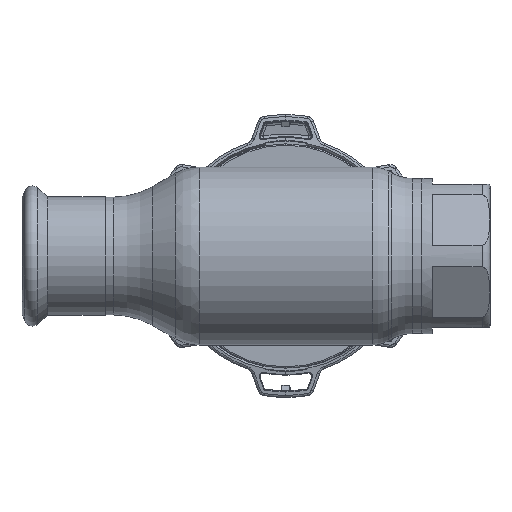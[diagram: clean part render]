
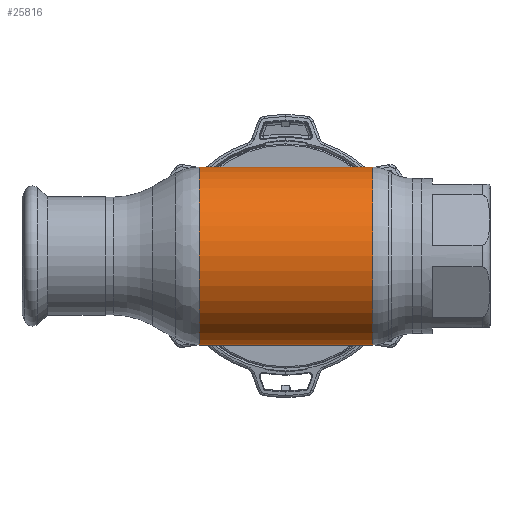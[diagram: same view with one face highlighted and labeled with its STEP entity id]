
A CAD part, front view. The second image highlights one B-rep face of the part: STEP entity #25816.
In plain terms, the highlighted cylindrical face has radius 34 mm (diameter 68 mm), a partial arc.
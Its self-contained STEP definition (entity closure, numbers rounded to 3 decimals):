
#776 = FACE_OUTER_BOUND ( 'NONE', #9233, .T. ) ;
#1088 = AXIS2_PLACEMENT_3D ( 'NONE', #26325, #1884, #17933 ) ;
#1340 = EDGE_CURVE ( 'NONE', #32219, #4451, #18122, .T. ) ;
#1617 = CARTESIAN_POINT ( 'NONE',  ( -33.177, 0., -34. ) ) ;
#1806 = EDGE_CURVE ( 'NONE', #34475, #11013, #24707, .T. ) ;
#1884 = DIRECTION ( 'NONE',  ( 1., 0., 0. ) ) ;
#2882 = CARTESIAN_POINT ( 'NONE',  ( 62.69, 0., 0. ) ) ;
#3058 = DIRECTION ( 'NONE',  ( 1., 0., 0. ) ) ;
#3235 = EDGE_CURVE ( 'NONE', #11013, #4451, #31275, .T. ) ;
#3856 = VECTOR ( 'NONE', #12929, 1000. ) ;
#4451 = VERTEX_POINT ( 'NONE', #31688 ) ;
#4847 = CARTESIAN_POINT ( 'NONE',  ( 62.69, 0., -34. ) ) ;
#4883 = ORIENTED_EDGE ( 'NONE', *, *, #3235, .F. ) ;
#6552 = CARTESIAN_POINT ( 'NONE',  ( 33.177, 0., 34. ) ) ;
#6718 = AXIS2_PLACEMENT_3D ( 'NONE', #21198, #3058, #18585 ) ;
#9233 = EDGE_LOOP ( 'NONE', ( #10967, #18369, #22901, #4883 ) ) ;
#10967 = ORIENTED_EDGE ( 'NONE', *, *, #1806, .F. ) ;
#11013 = VERTEX_POINT ( 'NONE', #6552 ) ;
#12929 = DIRECTION ( 'NONE',  ( 1., 0., 0. ) ) ;
#13388 = DIRECTION ( 'NONE',  ( 0., 0., -1. ) ) ;
#13733 = DIRECTION ( 'NONE',  ( 1., 0., 0. ) ) ;
#16339 = DIRECTION ( 'NONE',  ( 1., 0., 0. ) ) ;
#16906 = CARTESIAN_POINT ( 'NONE',  ( -33.177, 0., 34. ) ) ;
#17933 = DIRECTION ( 'NONE',  ( 0., 0., -1. ) ) ;
#18122 = LINE ( 'NONE', #4847, #3856 ) ;
#18369 = ORIENTED_EDGE ( 'NONE', *, *, #22473, .T. ) ;
#18585 = DIRECTION ( 'NONE',  ( 0., 0., -1. ) ) ;
#18928 = CYLINDRICAL_SURFACE ( 'NONE', #27806, 34. ) ;
#21198 = CARTESIAN_POINT ( 'NONE',  ( 33.177, 0., 0. ) ) ;
#22089 = CARTESIAN_POINT ( 'NONE',  ( 62.69, 0., 34. ) ) ;
#22473 = EDGE_CURVE ( 'NONE', #34475, #32219, #28967, .T. ) ;
#22901 = ORIENTED_EDGE ( 'NONE', *, *, #1340, .T. ) ;
#23410 = VECTOR ( 'NONE', #16339, 1000. ) ;
#24707 = LINE ( 'NONE', #22089, #23410 ) ;
#25816 = ADVANCED_FACE ( 'NONE', ( #776 ), #18928, .T. ) ;
#26325 = CARTESIAN_POINT ( 'NONE',  ( -33.177, 0., 0. ) ) ;
#27806 = AXIS2_PLACEMENT_3D ( 'NONE', #2882, #13733, #13388 ) ;
#28967 = CIRCLE ( 'NONE', #1088, 34. ) ;
#31275 = CIRCLE ( 'NONE', #6718, 34. ) ;
#31688 = CARTESIAN_POINT ( 'NONE',  ( 33.177, 0., -34. ) ) ;
#32219 = VERTEX_POINT ( 'NONE', #1617 ) ;
#34475 = VERTEX_POINT ( 'NONE', #16906 ) ;
